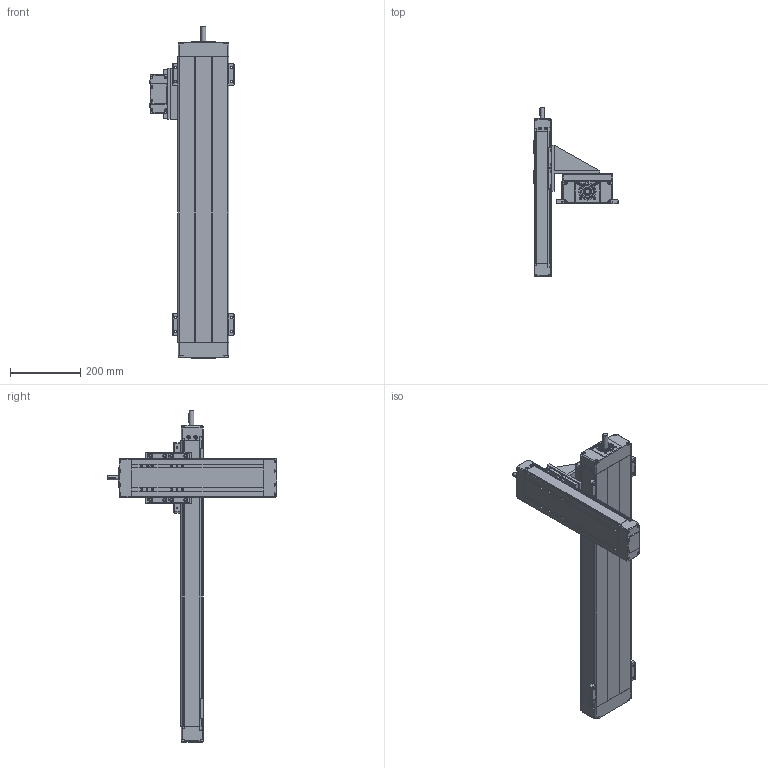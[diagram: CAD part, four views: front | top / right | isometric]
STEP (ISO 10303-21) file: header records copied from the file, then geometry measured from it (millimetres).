
FILE_DESCRIPTION((''),'2;1');
FILE_NAME('CTV 110-on CTV 145.stp','2011-08-24T14:40:58',('pgrilc'),(''),'Autodesk Inventor 2012','Autodesk Inventor 2012','');
FILE_SCHEMA(('AUTOMOTIVE_DESIGN { 1 0 10303 214 1 1 1 1 }'));
Length unit declared in the file: millimetre
Products named in the file (5): Assembly1; CTV 145 L IPART-021; CTV 110 L IPART-01; CP C110 0 ZC110 90; PRITRDILNA SPONA CTV 110 IN CTV 145
Assembly tree (11 placements, depth 2):
  Assembly1
    CTV 145 L IPART-021
    CTV 110 L IPART-01
    CP C110 0 ZC110 90
    PRITRDILNA SPONA CTV 110 IN CTV 145  x8
Bounding box: 240 x 481 x 942.5 mm (x, y, z)
Volume: 11381011.8 mm3; surface area: 853999.8 mm2
Topology: 11 solids, 28 shells, 1264 faces, 3176 edges, 2045 vertices
Faces by surface type: plane 851, cylinder 281, cone 88, torus 40, sphere 4
Full cylindrical faces by diameter (mm): 1 x4, 1.7 x4, 4 x4, 4.134 x20, 4.2 x4, 4.917 x16, 5 x4, 6 x4, 6.5 x16, 6.647 x9, 7 x16, 8 x4, 8.5 x20, 9 x6, 10 x4, 11 x17, 11.5 x1, 12 x2, 14 x1, 16.2 x1, 17 x2, 20 x1, 24.36 x1, 29 x1, 32.64 x1, 37 x1, 40 x2, 48 x1
Entity records: 31676 total; most frequent: CARTESIAN_POINT 5606, DIRECTION 5165, ORIENTED_EDGE 4904, EDGE_CURVE 2452, VECTOR 1749, LINE 1749, VERTEX_POINT 1709, AXIS2_PLACEMENT_3D 1708
